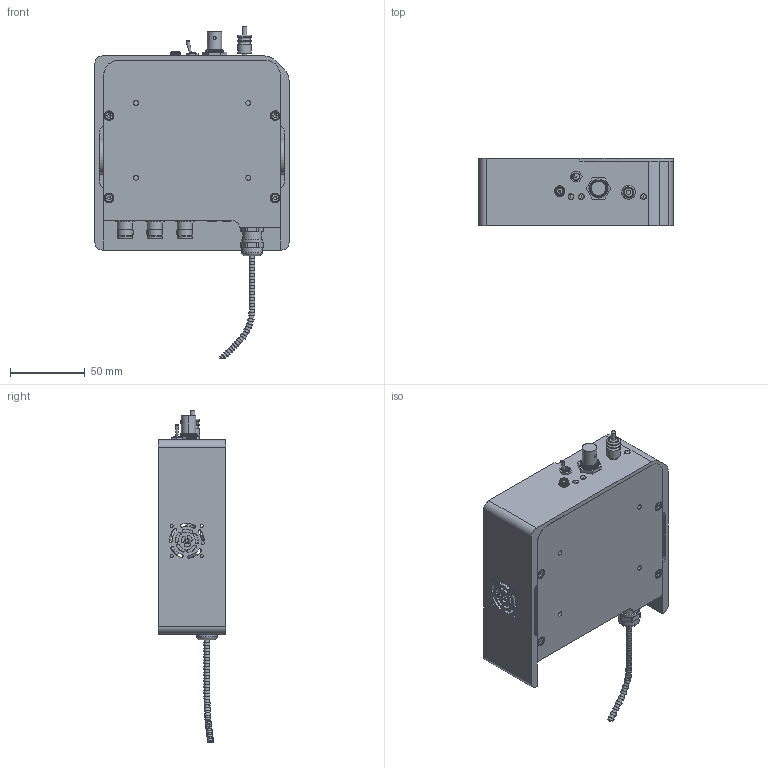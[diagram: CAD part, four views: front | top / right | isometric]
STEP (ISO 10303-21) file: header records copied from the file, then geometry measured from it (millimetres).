
FILE_DESCRIPTION (( 'STEP AP203' ), '1' );
FILE_NAME ('PDM+.STEP', '2023-07-12T14:33:29', ( '' ), ( '' ), 'SwSTEP 2.0', 'SolidWorks 2021', '' );
FILE_SCHEMA (( 'CONFIG_CONTROL_DESIGN' ));
Length unit declared in the file: millimetre
Products named in the file (1): PDM+
Bounding box: 129.8 x 45 x 221.92 mm (x, y, z)
Surface area: 99227.3 mm2 (no closed solid volume)
Topology: 0 solids, 85 shells, 510 faces, 1637 edges, 1218 vertices
Faces by surface type: cylinder 247, plane 164, cone 49, bspline 31, torus 13, sphere 6
Full cylindrical faces by diameter (mm): 1.6 x1, 2 x2, 2.05 x8, 2.232 x5, 3 x15, 3.3 x4, 3.6 x1, 3.9 x2, 4 x19, 4.9 x1, 5.5 x4, 5.7 x2, 6 x2, 6.5 x5, 6.7 x1, 7 x2, 8.5 x1, 9 x3, 9.3 x3, 9.6 x3, 10 x6, 12.5 x1, 12.6 x3, 12.8 x1, 13.6 x2, 23.5 x2
Entity records: 20956 total; most frequent: CARTESIAN_POINT 7443, DIRECTION 2729, ORIENTED_EDGE 2291, EDGE_CURVE 1470, VERTEX_POINT 1190, AXIS2_PLACEMENT_3D 1142, EDGE_LOOP 812, CIRCLE 662
